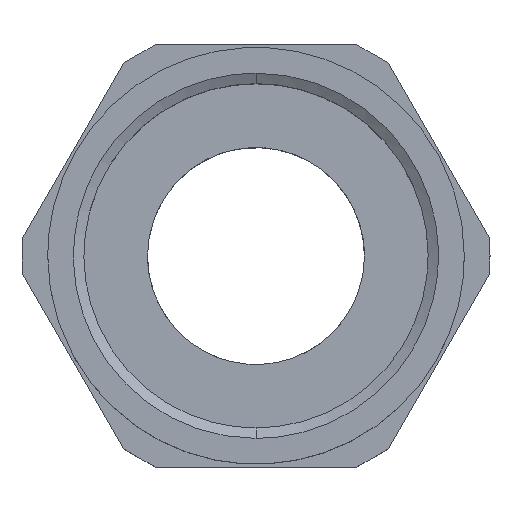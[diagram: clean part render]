
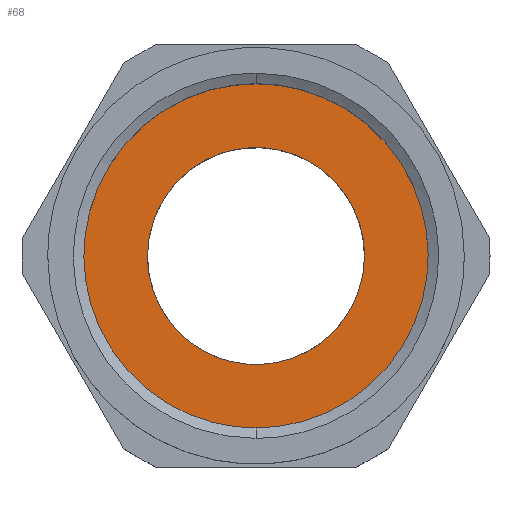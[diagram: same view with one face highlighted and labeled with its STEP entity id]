
A CAD part, top view. The second image highlights one B-rep face of the part: STEP entity #68.
In plain terms, the highlighted planar face has unit normal (0, 0, 1).
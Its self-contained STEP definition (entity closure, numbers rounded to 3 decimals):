
#19=FACE_BOUND('',#149,.T.);
#32=PLANE('',#693);
#68=ADVANCED_FACE('',(#106,#19),#32,.T.);
#106=FACE_OUTER_BOUND('',#148,.T.);
#148=EDGE_LOOP('',(#289,#290));
#149=EDGE_LOOP('',(#291,#292));
#289=ORIENTED_EDGE('',*,*,#413,.T.);
#290=ORIENTED_EDGE('',*,*,#412,.T.);
#291=ORIENTED_EDGE('',*,*,#381,.T.);
#292=ORIENTED_EDGE('',*,*,#398,.T.);
#381=EDGE_CURVE('',#548,#549,#442,.T.);
#398=EDGE_CURVE('',#549,#548,#455,.T.);
#412=EDGE_CURVE('',#565,#564,#463,.T.);
#413=EDGE_CURVE('',#564,#565,#464,.T.);
#442=(
BOUNDED_CURVE()
B_SPLINE_CURVE(2,(#1460,#1461,#1462,#1463,#1464),.UNSPECIFIED.,.F.,.F.)
B_SPLINE_CURVE_WITH_KNOTS((3,2,3),(0.,14.923,29.845),
 .UNSPECIFIED.)
CURVE()
GEOMETRIC_REPRESENTATION_ITEM()
RATIONAL_B_SPLINE_CURVE((1.,0.707,1.,0.707,1.))
REPRESENTATION_ITEM('')
);
#455=(
BOUNDED_CURVE()
B_SPLINE_CURVE(2,(#1529,#1530,#1531,#1532,#1533),.UNSPECIFIED.,.F.,.F.)
B_SPLINE_CURVE_WITH_KNOTS((3,2,3),(0.,14.923,29.845),
 .UNSPECIFIED.)
CURVE()
GEOMETRIC_REPRESENTATION_ITEM()
RATIONAL_B_SPLINE_CURVE((1.,0.707,1.,0.707,1.))
REPRESENTATION_ITEM('')
);
#463=(
BOUNDED_CURVE()
B_SPLINE_CURVE(2,(#1577,#1578,#1579,#1580,#1581),.UNSPECIFIED.,.F.,.F.)
B_SPLINE_CURVE_WITH_KNOTS((3,2,3),(-50.265,-25.133,
0.),.UNSPECIFIED.)
CURVE()
GEOMETRIC_REPRESENTATION_ITEM()
RATIONAL_B_SPLINE_CURVE((1.,0.707,1.,0.707,1.))
REPRESENTATION_ITEM('')
);
#464=(
BOUNDED_CURVE()
B_SPLINE_CURVE(2,(#1582,#1583,#1584,#1585,#1586),.UNSPECIFIED.,.F.,.F.)
B_SPLINE_CURVE_WITH_KNOTS((3,2,3),(-50.265,-25.133,
0.),.UNSPECIFIED.)
CURVE()
GEOMETRIC_REPRESENTATION_ITEM()
RATIONAL_B_SPLINE_CURVE((1.,0.707,1.,0.707,1.))
REPRESENTATION_ITEM('')
);
#548=VERTEX_POINT('',#1326);
#549=VERTEX_POINT('',#1327);
#564=VERTEX_POINT('',#1342);
#565=VERTEX_POINT('',#1343);
#693=AXIS2_PLACEMENT_3D('',#1216,#710,$);
#710=DIRECTION('',(0.,0.,1.));
#1216=CARTESIAN_POINT('',(19.201,19.201,-4.9));
#1326=CARTESIAN_POINT('',(9.5,0.,-4.9));
#1327=CARTESIAN_POINT('',(-9.5,0.,-4.9));
#1342=CARTESIAN_POINT('',(0.,-16.,-4.9));
#1343=CARTESIAN_POINT('',(0.,16.,-4.9));
#1460=CARTESIAN_POINT('',(9.5,0.,-4.9));
#1461=CARTESIAN_POINT('',(9.5,-9.5,-4.9));
#1462=CARTESIAN_POINT('',(0.,-9.5,-4.9));
#1463=CARTESIAN_POINT('',(-9.5,-9.5,-4.9));
#1464=CARTESIAN_POINT('',(-9.5,0.,-4.9));
#1529=CARTESIAN_POINT('',(-9.5,0.,-4.9));
#1530=CARTESIAN_POINT('',(-9.5,9.5,-4.9));
#1531=CARTESIAN_POINT('',(0.,9.5,-4.9));
#1532=CARTESIAN_POINT('',(9.5,9.5,-4.9));
#1533=CARTESIAN_POINT('',(9.5,0.,-4.9));
#1577=CARTESIAN_POINT('',(0.,16.,-4.9));
#1578=CARTESIAN_POINT('',(-16.,16.,-4.9));
#1579=CARTESIAN_POINT('',(-16.,0.,-4.9));
#1580=CARTESIAN_POINT('',(-16.,-16.,-4.9));
#1581=CARTESIAN_POINT('',(0.,-16.,-4.9));
#1582=CARTESIAN_POINT('',(0.,-16.,-4.9));
#1583=CARTESIAN_POINT('',(16.,-16.,-4.9));
#1584=CARTESIAN_POINT('',(16.,0.,-4.9));
#1585=CARTESIAN_POINT('',(16.,16.,-4.9));
#1586=CARTESIAN_POINT('',(0.,16.,-4.9));
